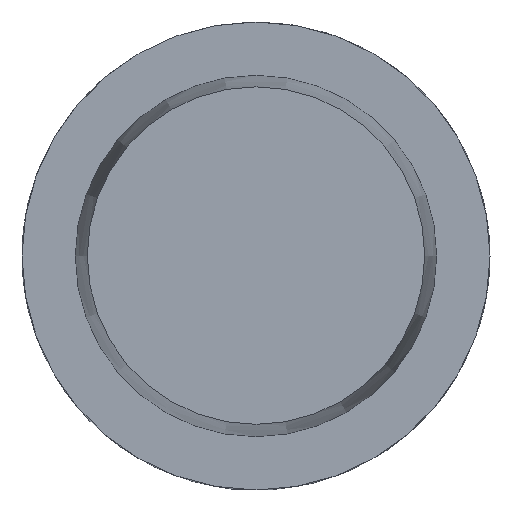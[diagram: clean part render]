
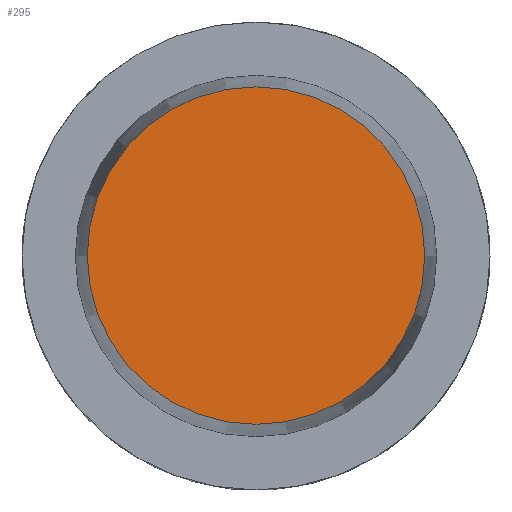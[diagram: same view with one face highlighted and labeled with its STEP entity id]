
A CAD part, top view. The second image highlights one B-rep face of the part: STEP entity #295.
In plain terms, the highlighted planar face has unit normal (0, 0, 1).
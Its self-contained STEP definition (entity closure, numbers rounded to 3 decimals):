
#295=ADVANCED_FACE('',(#363),#323,.F.);
#323=PLANE('',#1055);
#363=FACE_OUTER_BOUND('',#425,.T.);
#425=EDGE_LOOP('',(#681));
#681=ORIENTED_EDGE('',*,*,#905,.T.);
#777=VERTEX_POINT('',#1677);
#905=EDGE_CURVE('',#777,#777,#943,.T.);
#943=CIRCLE('',#1054,22.717);
#1054=AXIS2_PLACEMENT_3D('',#1676,#1303,#1304);
#1055=AXIS2_PLACEMENT_3D('',#1678,#1305,#1306);
#1303=DIRECTION('',(0.,0.,1.));
#1304=DIRECTION('',(-1.,0.,0.));
#1305=DIRECTION('',(0.,0.,-1.));
#1306=DIRECTION('',(1.,0.,0.));
#1676=CARTESIAN_POINT('',(0.,0.,
32.));
#1677=CARTESIAN_POINT('',(-22.717,0.,32.));
#1678=CARTESIAN_POINT('',(-21.576,0.,32.));
